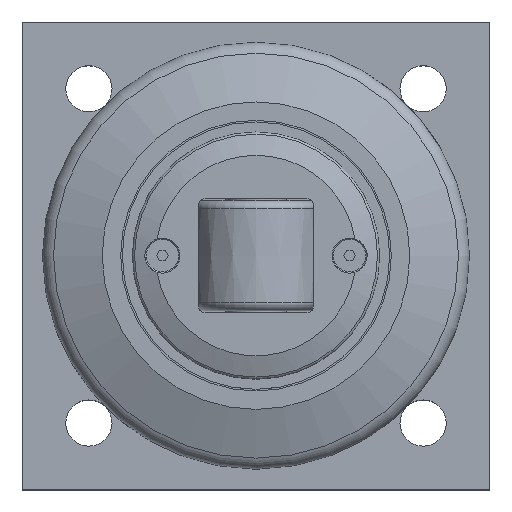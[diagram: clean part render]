
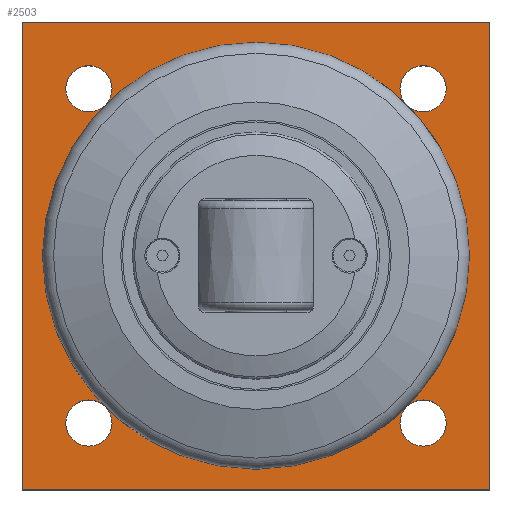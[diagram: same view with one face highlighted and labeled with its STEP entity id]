
A CAD part, top view. The second image highlights one B-rep face of the part: STEP entity #2503.
In plain terms, the highlighted planar face has unit normal (0, 0, 1).
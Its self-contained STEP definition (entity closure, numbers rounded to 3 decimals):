
#84=FACE_BOUND('',#443,.T.);
#85=FACE_BOUND('',#444,.T.);
#86=FACE_BOUND('',#445,.T.);
#87=FACE_BOUND('',#446,.T.);
#88=FACE_BOUND('',#447,.T.);
#148=PLANE('',#2802);
#282=FACE_OUTER_BOUND('',#442,.T.);
#442=EDGE_LOOP('',(#2119,#2120,#2121,#2122));
#443=EDGE_LOOP('',(#2123));
#444=EDGE_LOOP('',(#2124,#2125));
#445=EDGE_LOOP('',(#2126,#2127));
#446=EDGE_LOOP('',(#2128,#2129));
#447=EDGE_LOOP('',(#2130,#2131));
#581=LINE('',#4730,#710);
#585=LINE('',#4738,#714);
#588=LINE('',#4744,#717);
#591=LINE('',#4749,#720);
#710=VECTOR('',#3478,10.);
#714=VECTOR('',#3484,10.);
#717=VECTOR('',#3489,10.);
#720=VECTOR('',#3494,10.);
#867=CIRCLE('',#2777,39.5);
#869=CIRCLE('',#2781,6.918);
#870=CIRCLE('',#2782,6.918);
#872=CIRCLE('',#2785,6.918);
#873=CIRCLE('',#2786,6.918);
#875=CIRCLE('',#2789,6.918);
#876=CIRCLE('',#2790,6.918);
#878=CIRCLE('',#2793,6.918);
#879=CIRCLE('',#2794,6.918);
#1110=VERTEX_POINT('',#4689);
#1112=VERTEX_POINT('',#4696);
#1113=VERTEX_POINT('',#4697);
#1115=VERTEX_POINT('',#4704);
#1116=VERTEX_POINT('',#4705);
#1118=VERTEX_POINT('',#4712);
#1119=VERTEX_POINT('',#4713);
#1121=VERTEX_POINT('',#4720);
#1122=VERTEX_POINT('',#4721);
#1124=VERTEX_POINT('',#4728);
#1125=VERTEX_POINT('',#4729);
#1128=VERTEX_POINT('',#4737);
#1130=VERTEX_POINT('',#4743);
#1443=EDGE_CURVE('',#1110,#1110,#867,.T.);
#1445=EDGE_CURVE('',#1112,#1113,#869,.T.);
#1446=EDGE_CURVE('',#1113,#1112,#870,.T.);
#1449=EDGE_CURVE('',#1115,#1116,#872,.T.);
#1450=EDGE_CURVE('',#1116,#1115,#873,.T.);
#1453=EDGE_CURVE('',#1118,#1119,#875,.T.);
#1454=EDGE_CURVE('',#1119,#1118,#876,.T.);
#1457=EDGE_CURVE('',#1121,#1122,#878,.T.);
#1458=EDGE_CURVE('',#1122,#1121,#879,.T.);
#1461=EDGE_CURVE('',#1124,#1125,#581,.T.);
#1465=EDGE_CURVE('',#1125,#1128,#585,.T.);
#1468=EDGE_CURVE('',#1128,#1130,#588,.T.);
#1471=EDGE_CURVE('',#1130,#1124,#591,.T.);
#2119=ORIENTED_EDGE('',*,*,#1461,.F.);
#2120=ORIENTED_EDGE('',*,*,#1471,.F.);
#2121=ORIENTED_EDGE('',*,*,#1468,.F.);
#2122=ORIENTED_EDGE('',*,*,#1465,.F.);
#2123=ORIENTED_EDGE('',*,*,#1443,.T.);
#2124=ORIENTED_EDGE('',*,*,#1445,.T.);
#2125=ORIENTED_EDGE('',*,*,#1446,.T.);
#2126=ORIENTED_EDGE('',*,*,#1449,.T.);
#2127=ORIENTED_EDGE('',*,*,#1450,.T.);
#2128=ORIENTED_EDGE('',*,*,#1453,.T.);
#2129=ORIENTED_EDGE('',*,*,#1454,.T.);
#2130=ORIENTED_EDGE('',*,*,#1457,.T.);
#2131=ORIENTED_EDGE('',*,*,#1458,.T.);
#2503=ADVANCED_FACE('',(#282,#84,#85,#86,#87,#88),#148,.T.);
#2777=AXIS2_PLACEMENT_3D('',#4691,#3434,#3435);
#2781=AXIS2_PLACEMENT_3D('',#4698,#3442,#3443);
#2782=AXIS2_PLACEMENT_3D('',#4699,#3444,#3445);
#2785=AXIS2_PLACEMENT_3D('',#4706,#3451,#3452);
#2786=AXIS2_PLACEMENT_3D('',#4707,#3453,#3454);
#2789=AXIS2_PLACEMENT_3D('',#4714,#3460,#3461);
#2790=AXIS2_PLACEMENT_3D('',#4715,#3462,#3463);
#2793=AXIS2_PLACEMENT_3D('',#4722,#3469,#3470);
#2794=AXIS2_PLACEMENT_3D('',#4723,#3471,#3472);
#2802=AXIS2_PLACEMENT_3D('',#4754,#3500,#3501);
#3434=DIRECTION('center_axis',(0.,0.,-1.));
#3435=DIRECTION('ref_axis',(-1.,0.,0.));
#3442=DIRECTION('center_axis',(0.,0.,-1.));
#3443=DIRECTION('ref_axis',(1.,0.,0.));
#3444=DIRECTION('center_axis',(0.,0.,-1.));
#3445=DIRECTION('ref_axis',(1.,0.,0.));
#3451=DIRECTION('center_axis',(0.,0.,-1.));
#3452=DIRECTION('ref_axis',(1.,0.,0.));
#3453=DIRECTION('center_axis',(0.,0.,-1.));
#3454=DIRECTION('ref_axis',(1.,0.,0.));
#3460=DIRECTION('center_axis',(0.,0.,-1.));
#3461=DIRECTION('ref_axis',(1.,0.,0.));
#3462=DIRECTION('center_axis',(0.,0.,-1.));
#3463=DIRECTION('ref_axis',(1.,0.,0.));
#3469=DIRECTION('center_axis',(0.,0.,-1.));
#3470=DIRECTION('ref_axis',(1.,0.,0.));
#3471=DIRECTION('center_axis',(0.,0.,-1.));
#3472=DIRECTION('ref_axis',(1.,0.,0.));
#3478=DIRECTION('',(0.,1.,0.));
#3484=DIRECTION('',(1.,0.,0.));
#3489=DIRECTION('',(0.,-1.,0.));
#3494=DIRECTION('',(-1.,0.,0.));
#3500=DIRECTION('center_axis',(0.,0.,1.));
#3501=DIRECTION('ref_axis',(1.,0.,0.));
#4689=CARTESIAN_POINT('',(109.5,70.,20.));
#4691=CARTESIAN_POINT('Origin',(70.,70.,20.));
#4696=CARTESIAN_POINT('',(26.917,20.,20.));
#4697=CARTESIAN_POINT('',(13.082,20.,20.));
#4698=CARTESIAN_POINT('Origin',(20.,20.,20.));
#4699=CARTESIAN_POINT('Origin',(20.,20.,20.));
#4704=CARTESIAN_POINT('',(126.918,20.,20.));
#4705=CARTESIAN_POINT('',(113.083,20.,20.));
#4706=CARTESIAN_POINT('Origin',(120.,20.,20.));
#4707=CARTESIAN_POINT('Origin',(120.,20.,20.));
#4712=CARTESIAN_POINT('',(126.918,120.,20.));
#4713=CARTESIAN_POINT('',(113.083,120.,20.));
#4714=CARTESIAN_POINT('Origin',(120.,120.,20.));
#4715=CARTESIAN_POINT('Origin',(120.,120.,20.));
#4720=CARTESIAN_POINT('',(26.917,120.,20.));
#4721=CARTESIAN_POINT('',(13.082,120.,20.));
#4722=CARTESIAN_POINT('Origin',(20.,120.,20.));
#4723=CARTESIAN_POINT('Origin',(20.,120.,20.));
#4728=CARTESIAN_POINT('',(0.,0.,20.));
#4729=CARTESIAN_POINT('',(0.,140.,20.));
#4730=CARTESIAN_POINT('',(0.,140.,20.));
#4737=CARTESIAN_POINT('',(140.,140.,20.));
#4738=CARTESIAN_POINT('',(140.,140.,20.));
#4743=CARTESIAN_POINT('',(140.,0.,20.));
#4744=CARTESIAN_POINT('',(140.,0.,20.));
#4749=CARTESIAN_POINT('',(0.,0.,20.));
#4754=CARTESIAN_POINT('Origin',(70.,70.,20.));
